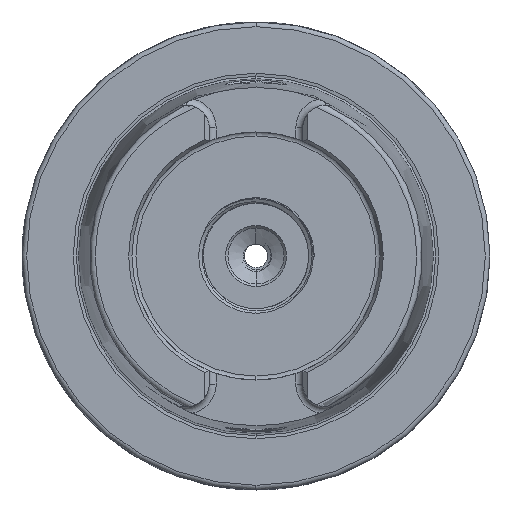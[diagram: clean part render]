
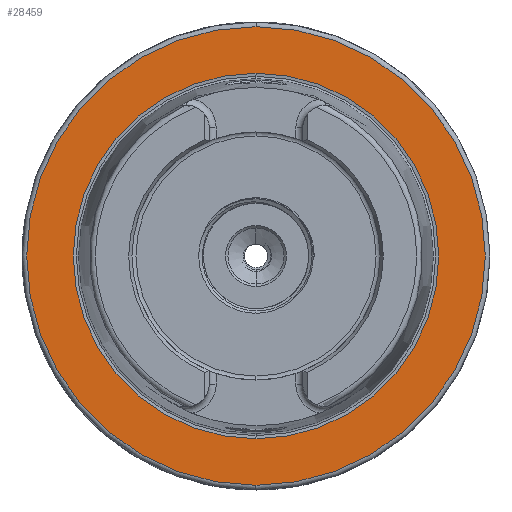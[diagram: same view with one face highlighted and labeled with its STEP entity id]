
A CAD part, left-side view. The second image highlights one B-rep face of the part: STEP entity #28459.
In plain terms, the highlighted planar face has unit normal (-1, 0, 0).
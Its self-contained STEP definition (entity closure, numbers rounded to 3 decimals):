
#2994 = PLANE ( 'NONE',  #19122 ) ;
#2995 = CARTESIAN_POINT ( 'NONE',  ( 0., 39.054, 0. ) ) ;
#2996 = DIRECTION ( 'NONE',  ( -1., 0., 0. ) ) ;
#2997 = DIRECTION ( 'NONE',  ( 0., 0., 1. ) ) ;
#5265 = CARTESIAN_POINT ( 'NONE',  ( 0., 0., 0. ) ) ;
#5266 = DIRECTION ( 'NONE',  ( 1., 0., 0. ) ) ;
#5267 = DIRECTION ( 'NONE',  ( 0., 0., -1. ) ) ;
#5783 = CARTESIAN_POINT ( 'NONE',  ( 0., 0., 0. ) ) ;
#5784 = DIRECTION ( 'NONE',  ( -1., 0., 0. ) ) ;
#5785 = DIRECTION ( 'NONE',  ( 0., 0., 1. ) ) ;
#16861 = EDGE_LOOP ( 'NONE', ( #20331, #20224 ) ) ;
#16900 = EDGE_LOOP ( 'NONE', ( #20341, #20340 ) ) ;
#18453 = VERTEX_POINT ( 'NONE', #21930 ) ;
#18454 = VERTEX_POINT ( 'NONE', #21931 ) ;
#18457 = VERTEX_POINT ( 'NONE', #21934 ) ;
#18470 = VERTEX_POINT ( 'NONE', #21947 ) ;
#19117 = FACE_OUTER_BOUND ( 'NONE', #16900, .T. ) ;
#19120 = FACE_BOUND ( 'NONE', #16861, .T. ) ;
#19122 = AXIS2_PLACEMENT_3D ( 'NONE', #2995, #2996, #2997 ) ;
#20224 = ORIENTED_EDGE ( 'NONE', *, *, #20656, .T. ) ;
#20331 = ORIENTED_EDGE ( 'NONE', *, *, #28778, .T. ) ;
#20340 = ORIENTED_EDGE ( 'NONE', *, *, #20648, .T. ) ;
#20341 = ORIENTED_EDGE ( 'NONE', *, *, #28794, .T. ) ;
#20648 = EDGE_CURVE ( 'NONE', #18454, #18457, #30599, .T. ) ;
#20656 = EDGE_CURVE ( 'NONE', #18453, #18470, #30602, .T. ) ;
#20946 = CARTESIAN_POINT ( 'NONE',  ( 0., 0., 0. ) ) ;
#20947 = DIRECTION ( 'NONE',  ( 1., 0., 0. ) ) ;
#20948 = DIRECTION ( 'NONE',  ( 0., 0., -1. ) ) ;
#20980 = AXIS2_PLACEMENT_3D ( 'NONE', #20946, #20947, #20948 ) ;
#20986 = AXIS2_PLACEMENT_3D ( 'NONE', #21074, #21078, #21079 ) ;
#21074 = CARTESIAN_POINT ( 'NONE',  ( 0., 0., 0. ) ) ;
#21078 = DIRECTION ( 'NONE',  ( -1., 0., 0. ) ) ;
#21079 = DIRECTION ( 'NONE',  ( 0., 0., 1. ) ) ;
#21826 = AXIS2_PLACEMENT_3D ( 'NONE', #5783, #5784, #5785 ) ;
#21827 = AXIS2_PLACEMENT_3D ( 'NONE', #5265, #5266, #5267 ) ;
#21930 = CARTESIAN_POINT ( 'NONE',  ( 0., 0., -39.054 ) ) ;
#21931 = CARTESIAN_POINT ( 'NONE',  ( 0., 0., -49. ) ) ;
#21934 = CARTESIAN_POINT ( 'NONE',  ( 0., 0., 49. ) ) ;
#21947 = CARTESIAN_POINT ( 'NONE',  ( 0., 0., 39.054 ) ) ;
#28459 = ADVANCED_FACE ( 'NONE', ( #19117, #19120 ), #2994, .T. ) ;
#28778 = EDGE_CURVE ( 'NONE', #18470, #18453, #30732, .T. ) ;
#28794 = EDGE_CURVE ( 'NONE', #18457, #18454, #30735, .T. ) ;
#30599 = CIRCLE ( 'NONE', #21826, 49. ) ;
#30602 = CIRCLE ( 'NONE', #21827, 39.054 ) ;
#30732 = CIRCLE ( 'NONE', #20980, 39.054 ) ;
#30735 = CIRCLE ( 'NONE', #20986, 49. ) ;
